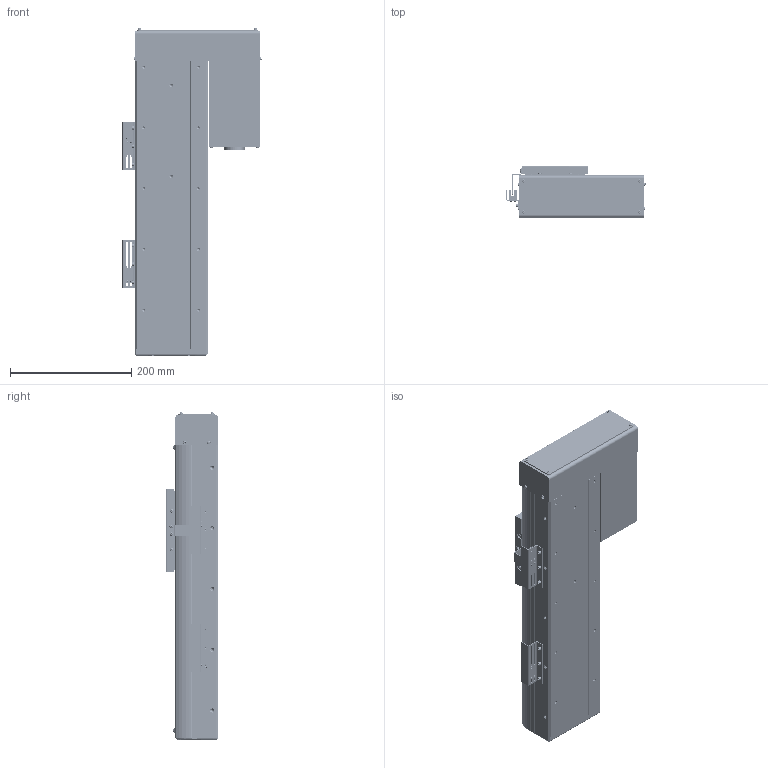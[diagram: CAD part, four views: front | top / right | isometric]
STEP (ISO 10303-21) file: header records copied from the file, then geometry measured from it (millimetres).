
FILE_DESCRIPTION (( 'STEP AP203' ), '1' );
FILE_NAME ('HC120-XXX-PR-200-XX-SL-OF.STEP', '2020-08-04T04:41:07', ( '彌營遵' ), ( '' ), 'SwSTEP 2.0', 'SolidWorks 2013', '' );
FILE_SCHEMA (( 'CONFIG_CONTROL_DESIGN' ));
Length unit declared in the file: millimetre
Products named in the file (45): HC CARRIER COVER-ST200; HC100 SENSOR_1(PR); HR Series motor case(奢辨)-ST200; spring lock washer_ks_KS 1324 - M3; STEEL BELT-ST200; HR15 block-ST200_ル遽; HC100 SENSOR_2(PR); HR Series TENTION PLATE(奢辨)-ST200; CARRIER-ST200; STEEL BELT FIX-ST200; BASE-ST200; HRballnut-ST200; HC120-XXX-PR-200-XX-SL-OF; 醴喀攪-ST200; pan cross head_ks_KS 1023 PC- M3 x 5-N; SUPPOERT BLOCK-ST200; HR15 rail-ST200_ル遽; HC SENSOR DOG-ST200; 煽溺-ST200; socket head cap screw_ks_KS 1003 - M6 x 10 x 10-N; FRONT PLATE-ST200; STEEL BELT TENSION PLATE-ST200; BEARING HOUSING(堅薑)-ST200; HB60 DAMPER-ST200; SIDE COVER2-ST200; socket head cap screw_ks_KS 1003 - M4 x 10 x 10-N; FRONT PLATE COVER-ST200; socket countersunk head screw_am_B18.3.5M - 3 x 0.5 x 10 Socket FCHS  -- 10C; BEARING HOUSING(雖雖)-ST200; STEEL BELT TENSION BRK-ST200; SIDE COVER-ST200; MASensor Brk-ST200_ル遽; FRONT PLATE COVER 唯衛璽-ST200; socket button head cap screw_am_B18.3.4M - 3 x 0.5 x 8 SBHCS --N; END COVER-ST200; HC CARRIER-ST200; EE-SX-674(奢辨 撫憮)-ST200_ル遽; hg-kr23_-ST200; socket countersunk head screw_am_B18.3.5M - 3 x 0.5 x 6 Socket FCHS  -- 6C; HRballscrew-ST200 ...
Assembly tree (118 placements, depth 3):
  HC120-XXX-PR-200-XX-SL-OF
    BASE-ST200
    HR15 rail-ST200_ル遽  x2
    BEARING HOUSING(堅薑)-ST200
    BEARING HOUSING(雖雖)-ST200
    END COVER-ST200
    HRballscrew-ST200
    HRbearing cap-ST200
    STEEL BELT-ST200
    STEEL BELT FIX-ST200  x2
    SUPPOERT BLOCK-ST200  x2
    煽溺-ST200
      FRONT PLATE-ST200
      FRONT PLATE COVER-ST200
      FRONT PLATE COVER 唯衛璽-ST200
      hg-kr23_-ST200
      HR Series motor case cover(奢辨)-ST200
      HR Series motor case(奢辨)-ST200
      HR Series TENTION PLATE(奢辨)-ST200
      醴喀攪-ST200
    SIDE COVER2-ST200
    SIDE COVER-ST200
    CARRIER-ST200
      HC CARRIER-ST200
      SHAFT-ST200  x12
      HC CARRIER COVER-ST200
      HR15 block-ST200_ル遽  x4
      HRballnut-ST200
      HC SENSOR DOG-ST200
      HB60 DAMPER-ST200  x4
      STEEL BELT TENSION BRK-ST200  x2
      STEEL BELT TENSION PLATE-ST200  x2
      socket countersunk head screw_am_B18.3.5M - 3 x 0.5 x 10 Socket FCHS  -- 10C  x8
      socket button head cap screw_am_B18.3.4M - 3 x 0.5 x 8 SBHCS --N  x4
      socket countersunk head screw_am_B18.3.5M - 3 x 0.5 x 6 Socket FCHS  -- 6C  x4
      socket button head cap screw_am_B18.3.4M - 3 x 0.5 x 5 SBHCS --N  x2
      spring lock washer_ks_KS 1324 - M3  x2
    pan cross head_ks_KS 1023 PC- M3 x 5-N  x16
    socket head cap screw_ks_KS 1003 - M6 x 10 x 10-N  x2
    socket head cap screw_ks_KS 1003 - M4 x 10 x 10-N  x2
    HC100 SENSOR_1(PR)
      MASensor Brk-ST200_ル遽
      EE-SX-674(奢辨 撫憮)-ST200_ル遽  x2
      socket head cap screw_ks_KS 1003 - M3 x 5 x 5-N  x7
      spring lock washer_ks_KS 1324 - M3  x3
    HC100 SENSOR_2(PR)
      MASensor Brk-ST200_ル遽
      EE-SX-674(奢辨 撫憮)-ST200_ル遽
      socket head cap screw_ks_KS 1003 - M3 x 5 x 5-N  x5
      spring lock washer_ks_KS 1324 - M3  x3
Bounding box: 229.15 x 86.5 x 538.95 mm (x, y, z)
Volume: 2438781.2 mm3; surface area: 1052548.1 mm2
Topology: 114 solids, 114 shells, 4330 faces, 10889 edges, 6716 vertices
Faces by surface type: plane 2129, cylinder 1321, cone 632, torus 200, sphere 46, bspline 2
Entity records: 105625 total; most frequent: CARTESIAN_POINT 43058, DIRECTION 12184, ORIENTED_EDGE 11172, EDGE_CURVE 5586, AXIS2_PLACEMENT_3D 4437, VERTEX_POINT 3608, VECTOR 3310, LINE 3310
